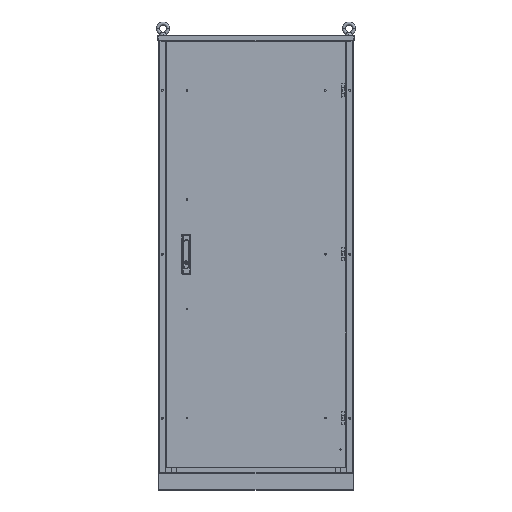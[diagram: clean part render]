
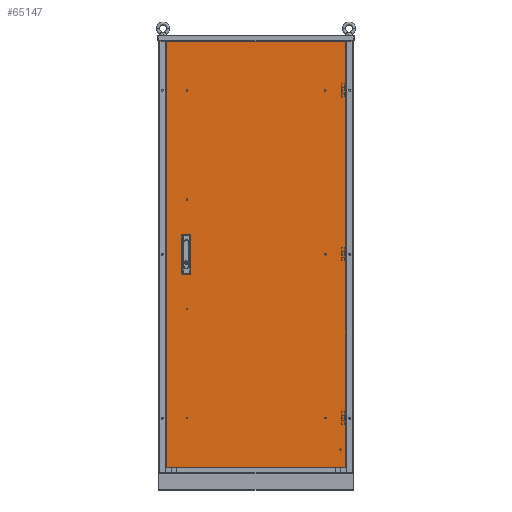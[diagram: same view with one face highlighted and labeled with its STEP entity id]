
A CAD part, top view. The second image highlights one B-rep face of the part: STEP entity #65147.
In plain terms, the highlighted planar face has unit normal (0, 0, 1).
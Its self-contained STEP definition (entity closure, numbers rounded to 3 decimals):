
#234 = CARTESIAN_POINT ( 'NONE',  ( -671., -75.25, 1.5 ) ) ;
#690 = LINE ( 'NONE', #40441, #62342 ) ;
#915 = DIRECTION ( 'NONE',  ( 0., 0., 1. ) ) ;
#966 = VECTOR ( 'NONE', #30577, 1000. ) ;
#1402 = CARTESIAN_POINT ( 'NONE',  ( -671., 75.25, 1.5 ) ) ;
#3072 = CARTESIAN_POINT ( 'NONE',  ( -671., 75.25, 1.5 ) ) ;
#3100 = VECTOR ( 'NONE', #63401, 1000. ) ;
#3543 = CARTESIAN_POINT ( 'NONE',  ( -740., 878.5, 1.5 ) ) ;
#3733 = VERTEX_POINT ( 'NONE', #37185 ) ;
#4418 = LINE ( 'NONE', #18605, #63674 ) ;
#6845 = LINE ( 'NONE', #56734, #9297 ) ;
#6964 = VERTEX_POINT ( 'NONE', #11993 ) ;
#7512 = CARTESIAN_POINT ( 'NONE',  ( -645.5, 24.75, 1.5 ) ) ;
#9118 = LINE ( 'NONE', #3543, #90770 ) ;
#9297 = VECTOR ( 'NONE', #72160, 1000. ) ;
#10360 = FACE_BOUND ( 'NONE', #62850, .T. ) ;
#11993 = CARTESIAN_POINT ( 'NONE',  ( -740., -878.5, 1.5 ) ) ;
#17134 = CARTESIAN_POINT ( 'NONE',  ( -671., -75.25, 1.5 ) ) ;
#18605 = CARTESIAN_POINT ( 'NONE',  ( -645.5, -75.25, 1.5 ) ) ;
#18660 = VERTEX_POINT ( 'NONE', #52697 ) ;
#19732 = VECTOR ( 'NONE', #25431, 1000. ) ;
#21385 = EDGE_LOOP ( 'NONE', ( #79455, #70665, #80644, #83009 ) ) ;
#21417 = LINE ( 'NONE', #1402, #75541 ) ;
#22139 = VERTEX_POINT ( 'NONE', #78091 ) ;
#23191 = ORIENTED_EDGE ( 'NONE', *, *, #65080, .F. ) ;
#24384 = EDGE_LOOP ( 'NONE', ( #77236, #23191, #90469, #97793 ) ) ;
#25431 = DIRECTION ( 'NONE',  ( 1., 0., 0. ) ) ;
#28186 = VECTOR ( 'NONE', #57802, 1000. ) ;
#30577 = DIRECTION ( 'NONE',  ( 0., -1., 0. ) ) ;
#31034 = DIRECTION ( 'NONE',  ( 1., 0., 0. ) ) ;
#31080 = CARTESIAN_POINT ( 'NONE',  ( -645.5, -24.75, 1.5 ) ) ;
#32650 = CARTESIAN_POINT ( 'NONE',  ( 0., 878.5, 1.5 ) ) ;
#33360 = AXIS2_PLACEMENT_3D ( 'NONE', #47193, #915, #54945 ) ;
#37058 = CARTESIAN_POINT ( 'NONE',  ( -671., -75.25, 1.5 ) ) ;
#37185 = CARTESIAN_POINT ( 'NONE',  ( -645.5, 75.25, 1.5 ) ) ;
#40294 = VECTOR ( 'NONE', #49072, 1000. ) ;
#40441 = CARTESIAN_POINT ( 'NONE',  ( -671., -24.75, 1.5 ) ) ;
#42056 = LINE ( 'NONE', #46090, #966 ) ;
#42431 = VERTEX_POINT ( 'NONE', #31080 ) ;
#44391 = ORIENTED_EDGE ( 'NONE', *, *, #64490, .F. ) ;
#44474 = LINE ( 'NONE', #68964, #62611 ) ;
#46090 = CARTESIAN_POINT ( 'NONE',  ( -671., 75.25, 1.5 ) ) ;
#47193 = CARTESIAN_POINT ( 'NONE',  ( 0., 0., 1.5 ) ) ;
#47679 = DIRECTION ( 'NONE',  ( -1., 0., 0. ) ) ;
#48710 = LINE ( 'NONE', #50065, #28186 ) ;
#49052 = FACE_BOUND ( 'NONE', #24384, .T. ) ;
#49072 = DIRECTION ( 'NONE',  ( 0., 1., 0. ) ) ;
#50065 = CARTESIAN_POINT ( 'NONE',  ( -740., 878.5, 1.5 ) ) ;
#52697 = CARTESIAN_POINT ( 'NONE',  ( -671., -24.75, 1.5 ) ) ;
#53239 = VERTEX_POINT ( 'NONE', #98504 ) ;
#53675 = ORIENTED_EDGE ( 'NONE', *, *, #64636, .F. ) ;
#54945 = DIRECTION ( 'NONE',  ( 1., 0., 0. ) ) ;
#56294 = VERTEX_POINT ( 'NONE', #3072 ) ;
#56310 = VECTOR ( 'NONE', #31034, 1000. ) ;
#56734 = CARTESIAN_POINT ( 'NONE',  ( -645.5, 75.25, 1.5 ) ) ;
#57595 = DIRECTION ( 'NONE',  ( 0., -1., 0. ) ) ;
#57802 = DIRECTION ( 'NONE',  ( -1., 0., 0. ) ) ;
#62342 = VECTOR ( 'NONE', #86274, 1000. ) ;
#62611 = VECTOR ( 'NONE', #76535, 1000. ) ;
#62850 = EDGE_LOOP ( 'NONE', ( #86364, #75767, #44391, #53675 ) ) ;
#63401 = DIRECTION ( 'NONE',  ( 0., -1., 0. ) ) ;
#63674 = VECTOR ( 'NONE', #64858, 1000. ) ;
#63900 = EDGE_CURVE ( 'NONE', #22139, #74373, #44474, .T. ) ;
#63912 = EDGE_CURVE ( 'NONE', #56294, #22139, #42056, .T. ) ;
#64490 = EDGE_CURVE ( 'NONE', #3733, #56294, #21417, .T. ) ;
#64636 = EDGE_CURVE ( 'NONE', #74373, #3733, #6845, .T. ) ;
#64650 = EDGE_CURVE ( 'NONE', #85059, #42431, #4418, .T. ) ;
#64858 = DIRECTION ( 'NONE',  ( 0., 1., 0. ) ) ;
#65080 = EDGE_CURVE ( 'NONE', #87299, #85059, #74231, .T. ) ;
#65147 = ADVANCED_FACE ( 'NONE', ( #10360, #49052, #89617 ), #85274, .T. ) ;
#65220 = EDGE_CURVE ( 'NONE', #18660, #87299, #82475, .T. ) ;
#65237 = EDGE_CURVE ( 'NONE', #42431, #18660, #690, .T. ) ;
#65325 = CARTESIAN_POINT ( 'NONE',  ( 0., -878.5, 1.5 ) ) ;
#65361 = EDGE_CURVE ( 'NONE', #53239, #6964, #9118, .T. ) ;
#65957 = EDGE_CURVE ( 'NONE', #6964, #72520, #98831, .T. ) ;
#65966 = EDGE_CURVE ( 'NONE', #72520, #67258, #76260, .T. ) ;
#66087 = EDGE_CURVE ( 'NONE', #67258, #53239, #48710, .T. ) ;
#67258 = VERTEX_POINT ( 'NONE', #32650 ) ;
#68964 = CARTESIAN_POINT ( 'NONE',  ( -671., 24.75, 1.5 ) ) ;
#70665 = ORIENTED_EDGE ( 'NONE', *, *, #65957, .T. ) ;
#72160 = DIRECTION ( 'NONE',  ( 0., 1., 0. ) ) ;
#72520 = VERTEX_POINT ( 'NONE', #65325 ) ;
#74231 = LINE ( 'NONE', #234, #56310 ) ;
#74373 = VERTEX_POINT ( 'NONE', #7512 ) ;
#75541 = VECTOR ( 'NONE', #47679, 1000. ) ;
#75767 = ORIENTED_EDGE ( 'NONE', *, *, #63912, .F. ) ;
#76260 = LINE ( 'NONE', #94703, #40294 ) ;
#76535 = DIRECTION ( 'NONE',  ( 1., 0., 0. ) ) ;
#77236 = ORIENTED_EDGE ( 'NONE', *, *, #64650, .F. ) ;
#78091 = CARTESIAN_POINT ( 'NONE',  ( -671., 24.75, 1.5 ) ) ;
#79132 = CARTESIAN_POINT ( 'NONE',  ( -740., -878.5, 1.5 ) ) ;
#79455 = ORIENTED_EDGE ( 'NONE', *, *, #65361, .T. ) ;
#80644 = ORIENTED_EDGE ( 'NONE', *, *, #65966, .T. ) ;
#82475 = LINE ( 'NONE', #17134, #3100 ) ;
#83009 = ORIENTED_EDGE ( 'NONE', *, *, #66087, .T. ) ;
#85059 = VERTEX_POINT ( 'NONE', #92986 ) ;
#85274 = PLANE ( 'NONE',  #33360 ) ;
#86274 = DIRECTION ( 'NONE',  ( -1., 0., 0. ) ) ;
#86364 = ORIENTED_EDGE ( 'NONE', *, *, #63900, .F. ) ;
#87299 = VERTEX_POINT ( 'NONE', #37058 ) ;
#89617 = FACE_OUTER_BOUND ( 'NONE', #21385, .T. ) ;
#90469 = ORIENTED_EDGE ( 'NONE', *, *, #65220, .F. ) ;
#90770 = VECTOR ( 'NONE', #57595, 1000. ) ;
#92986 = CARTESIAN_POINT ( 'NONE',  ( -645.5, -75.25, 1.5 ) ) ;
#94703 = CARTESIAN_POINT ( 'NONE',  ( 0., 878.5, 1.5 ) ) ;
#97793 = ORIENTED_EDGE ( 'NONE', *, *, #65237, .F. ) ;
#98504 = CARTESIAN_POINT ( 'NONE',  ( -740., 878.5, 1.5 ) ) ;
#98831 = LINE ( 'NONE', #79132, #19732 ) ;
